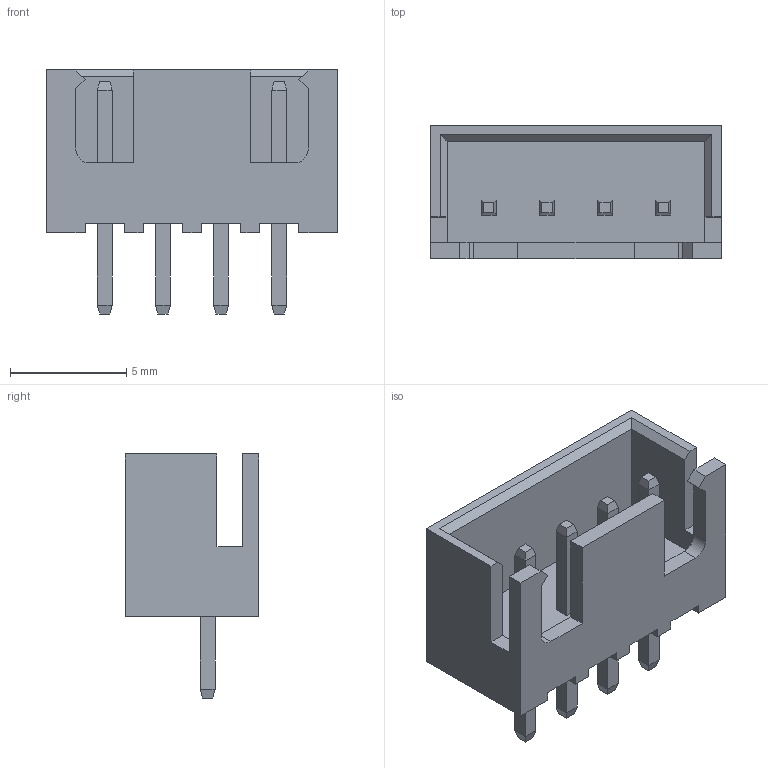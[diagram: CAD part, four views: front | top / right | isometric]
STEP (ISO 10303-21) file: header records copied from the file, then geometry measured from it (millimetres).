
FILE_DESCRIPTION (( 'STEP AP214' ), '1' );
FILE_NAME ('42D4A34B-977D-4661-8EC6-6EB253F4E1A7.STEP', '2025-01-01T19:37:04', ( '' ), ( '' ), 'SwSTEP 2.0', 'SolidWorks 2022', '' );
FILE_SCHEMA (( 'AUTOMOTIVE_DESIGN' ));
Length unit declared in the file: millimetre
Products named in the file (1): 42D4A34B-977D-4661-8EC6-6EB253F4E1A7
Bounding box: 12.5 x 5.75 x 10.5 mm (x, y, z)
Volume: 238.8 mm3; surface area: 612.8 mm2
Topology: 1 solids, 1 shells, 121 faces, 299 edges, 188 vertices
Faces by surface type: plane 119, cylinder 2
Entity records: 4038 total; most frequent: CARTESIAN_POINT 609, ORIENTED_EDGE 598, DIRECTION 547, EDGE_CURVE 299, LINE 295, VECTOR 295, VERTEX_POINT 188, EDGE_LOOP 129
